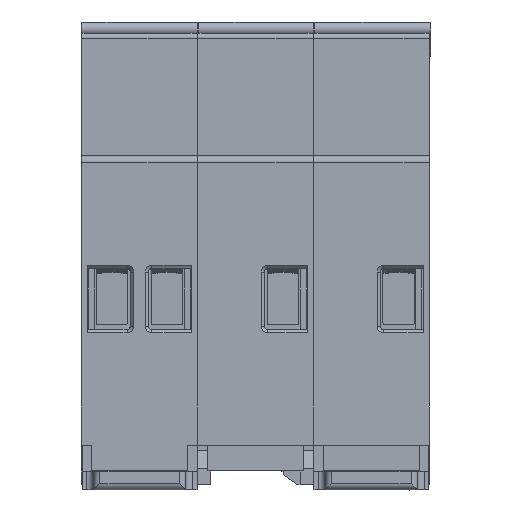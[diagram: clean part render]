
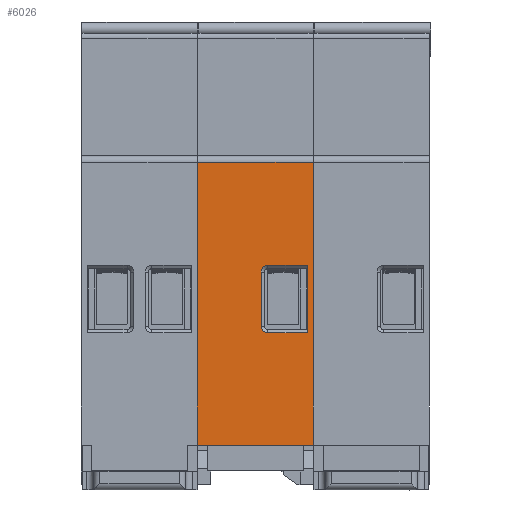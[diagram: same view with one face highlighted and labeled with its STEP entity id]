
A CAD part, front view. The second image highlights one B-rep face of the part: STEP entity #6026.
In plain terms, the highlighted face is planar.
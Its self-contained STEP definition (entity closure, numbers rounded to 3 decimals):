
#4825=DIRECTION('',(0.,0.,1.));
#4826=VECTOR('',#4825,42.8);
#4827=CARTESIAN_POINT('',(0.,23.95,0.));
#4828=LINE('',#4827,#4826);
#4984=DIRECTION('',(1.,0.,0.));
#4985=VECTOR('',#4984,17.55);
#4986=CARTESIAN_POINT('',(0.,23.95,42.8));
#4987=LINE('',#4986,#4985);
#4998=DIRECTION('',(1.,0.,0.));
#4999=VECTOR('',#4998,17.55);
#5000=CARTESIAN_POINT('',(0.,23.95,0.));
#5001=LINE('',#5000,#4999);
#5005=DIRECTION('',(0.,0.,1.));
#5006=VECTOR('',#5005,42.8);
#5007=CARTESIAN_POINT('',(17.55,23.95,0.));
#5008=LINE('',#5007,#5006);
#5012=CARTESIAN_POINT('',(6.9,23.95,26.2));
#5013=DIRECTION('',(0.,1.,0.));
#5014=DIRECTION('',(0.,0.,1.));
#5015=AXIS2_PLACEMENT_3D('',#5012,#5013,#5014);
#5020=DIRECTION('',(0.,0.,-1.));
#5021=VECTOR('',#5020,8.2);
#5022=CARTESIAN_POINT('',(7.9,23.95,26.2));
#5023=LINE('',#5022,#5021);
#5027=CARTESIAN_POINT('',(6.9,23.95,18.));
#5028=DIRECTION('',(0.,1.,0.));
#5029=DIRECTION('',(1.,0.,0.));
#5030=AXIS2_PLACEMENT_3D('',#5027,#5028,#5029);
#5413=DIRECTION('',(1.,0.,0.));
#5414=VECTOR('',#5413,6.);
#5415=CARTESIAN_POINT('',(0.9,23.95,17.));
#5416=LINE('',#5415,#5414);
#5441=DIRECTION('',(0.,0.,-1.));
#5442=VECTOR('',#5441,10.2);
#5443=CARTESIAN_POINT('',(0.9,23.95,27.2));
#5444=LINE('',#5443,#5442);
#5541=DIRECTION('',(-1.,0.,0.));
#5542=VECTOR('',#5541,6.);
#5543=CARTESIAN_POINT('',(6.9,23.95,27.2));
#5544=LINE('',#5543,#5542);
#5691=CARTESIAN_POINT('',(0.,23.95,0.));
#5692=VERTEX_POINT('',#5691);
#5693=CARTESIAN_POINT('',(0.,23.95,42.8));
#5694=VERTEX_POINT('',#5693);
#5715=CARTESIAN_POINT('',(17.55,23.95,42.8));
#5716=VERTEX_POINT('',#5715);
#5717=CARTESIAN_POINT('',(17.55,23.95,0.));
#5718=VERTEX_POINT('',#5717);
#5735=CARTESIAN_POINT('',(0.9,23.95,17.));
#5736=CARTESIAN_POINT('',(6.9,23.95,17.));
#5737=VERTEX_POINT('',#5735);
#5738=VERTEX_POINT('',#5736);
#5739=CARTESIAN_POINT('',(0.9,23.95,27.2));
#5740=VERTEX_POINT('',#5739);
#5741=CARTESIAN_POINT('',(6.9,23.95,27.2));
#5742=VERTEX_POINT('',#5741);
#5743=CARTESIAN_POINT('',(7.9,23.95,26.2));
#5744=VERTEX_POINT('',#5743);
#5745=CARTESIAN_POINT('',(7.9,23.95,18.));
#5746=VERTEX_POINT('',#5745);
#6000=CARTESIAN_POINT('',(0.,23.95,-3.8));
#6001=DIRECTION('',(0.,1.,0.));
#6002=DIRECTION('',(0.,0.,1.));
#6003=AXIS2_PLACEMENT_3D('',#6000,#6001,#6002);
#6004=PLANE('',#6003);
#6006=ORIENTED_EDGE('',*,*,#6005,.T.);
#6007=ORIENTED_EDGE('',*,*,#5910,.T.);
#6008=ORIENTED_EDGE('',*,*,#5992,.F.);
#6009=ORIENTED_EDGE('',*,*,#5864,.F.);
#6010=EDGE_LOOP('',(#6006,#6007,#6008,#6009));
#6011=FACE_OUTER_BOUND('',#6010,.F.);
#6013=ORIENTED_EDGE('',*,*,#6012,.F.);
#6015=ORIENTED_EDGE('',*,*,#6014,.F.);
#6017=ORIENTED_EDGE('',*,*,#6016,.F.);
#6019=ORIENTED_EDGE('',*,*,#6018,.T.);
#6021=ORIENTED_EDGE('',*,*,#6020,.T.);
#6023=ORIENTED_EDGE('',*,*,#6022,.T.);
#6024=EDGE_LOOP('',(#6013,#6015,#6017,#6019,#6021,#6023));
#6025=FACE_BOUND('',#6024,.F.);
#5016=CIRCLE('',#5015,1.);
#5031=CIRCLE('',#5030,1.);
#5864=EDGE_CURVE('',#5692,#5694,#4828,.T.);
#5910=EDGE_CURVE('',#5718,#5716,#5008,.T.);
#5992=EDGE_CURVE('',#5694,#5716,#4987,.T.);
#6005=EDGE_CURVE('',#5692,#5718,#5001,.T.);
#6012=EDGE_CURVE('',#5737,#5738,#5416,.T.);
#6014=EDGE_CURVE('',#5740,#5737,#5444,.T.);
#6016=EDGE_CURVE('',#5742,#5740,#5544,.T.);
#6018=EDGE_CURVE('',#5742,#5744,#5016,.T.);
#6020=EDGE_CURVE('',#5744,#5746,#5023,.T.);
#6022=EDGE_CURVE('',#5746,#5738,#5031,.T.);
#6026=ADVANCED_FACE('',(#6011,#6025),#6004,.T.);
